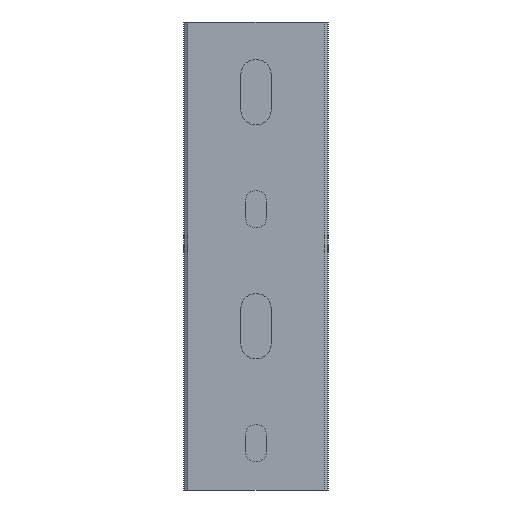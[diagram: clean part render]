
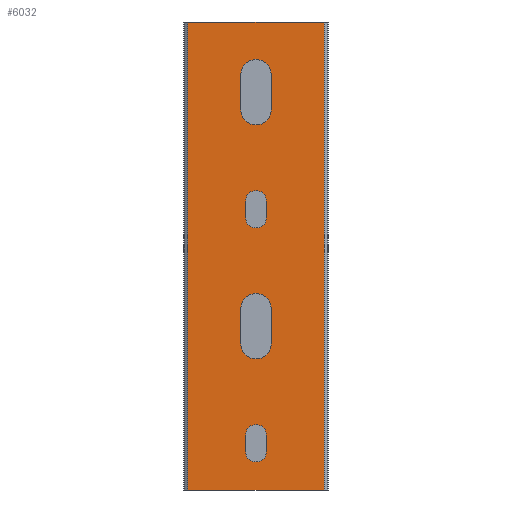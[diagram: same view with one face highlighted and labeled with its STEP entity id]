
A CAD part, front view. The second image highlights one B-rep face of the part: STEP entity #6032.
In plain terms, the highlighted planar face has unit normal (0, -1, 0).
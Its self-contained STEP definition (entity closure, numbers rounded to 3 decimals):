
#228=DIRECTION('',(1.,0.,0.));
#229=VECTOR('',#228,29.1);
#230=CARTESIAN_POINT('',(-14.55,0.,0.));
#231=LINE('21120',#230,#229);
#232=DIRECTION('',(0.,0.,-1.));
#233=VECTOR('',#232,100.);
#234=CARTESIAN_POINT('',(14.55,0.,0.));
#235=LINE('21098',#234,#233);
#236=DIRECTION('',(-1.,0.,0.));
#237=VECTOR('',#236,29.1);
#238=CARTESIAN_POINT('',(14.55,0.,-100.));
#239=LINE('21121',#238,#237);
#240=CARTESIAN_POINT('',(0.,0.,-11.25));
#241=DIRECTION('',(0.,-1.,0.));
#242=DIRECTION('',(1.,0.,0.));
#243=AXIS2_PLACEMENT_3D('',#240,#241,#242);
#245=DIRECTION('',(0.,0.,-1.));
#246=VECTOR('',#245,7.5);
#247=CARTESIAN_POINT('',(-3.25,0.,-11.25));
#248=LINE('6457',#247,#246);
#249=CARTESIAN_POINT('',(0.,0.,-18.75));
#250=DIRECTION('',(0.,-1.,0.));
#251=DIRECTION('',(-1.,0.,0.));
#252=AXIS2_PLACEMENT_3D('',#249,#250,#251);
#254=DIRECTION('',(0.,0.,1.));
#255=VECTOR('',#254,7.5);
#256=CARTESIAN_POINT('',(3.25,0.,-18.75));
#257=LINE('6460',#256,#255);
#258=CARTESIAN_POINT('',(0.,0.,-38.25));
#259=DIRECTION('',(0.,-1.,0.));
#260=DIRECTION('',(1.,0.,0.));
#261=AXIS2_PLACEMENT_3D('',#258,#259,#260);
#263=DIRECTION('',(0.,0.,-1.));
#264=VECTOR('',#263,3.5);
#265=CARTESIAN_POINT('',(-2.25,0.,-38.25));
#266=LINE('6463',#265,#264);
#267=CARTESIAN_POINT('',(0.,0.,-41.75));
#268=DIRECTION('',(0.,-1.,0.));
#269=DIRECTION('',(-1.,0.,0.));
#270=AXIS2_PLACEMENT_3D('',#267,#268,#269);
#272=DIRECTION('',(0.,0.,1.));
#273=VECTOR('',#272,3.5);
#274=CARTESIAN_POINT('',(2.25,0.,-41.75));
#275=LINE('6466',#274,#273);
#276=CARTESIAN_POINT('',(0.,0.,-61.25));
#277=DIRECTION('',(0.,-1.,0.));
#278=DIRECTION('',(1.,0.,0.));
#279=AXIS2_PLACEMENT_3D('',#276,#277,#278);
#281=DIRECTION('',(0.,0.,-1.));
#282=VECTOR('',#281,7.5);
#283=CARTESIAN_POINT('',(-3.25,0.,-61.25));
#284=LINE('6469',#283,#282);
#285=CARTESIAN_POINT('',(0.,0.,-68.75));
#286=DIRECTION('',(0.,-1.,0.));
#287=DIRECTION('',(-1.,0.,0.));
#288=AXIS2_PLACEMENT_3D('',#285,#286,#287);
#290=DIRECTION('',(0.,0.,1.));
#291=VECTOR('',#290,7.5);
#292=CARTESIAN_POINT('',(3.25,0.,-68.75));
#293=LINE('6472',#292,#291);
#294=CARTESIAN_POINT('',(0.,0.,-88.25));
#295=DIRECTION('',(0.,-1.,0.));
#296=DIRECTION('',(1.,0.,0.));
#297=AXIS2_PLACEMENT_3D('',#294,#295,#296);
#299=DIRECTION('',(0.,0.,-1.));
#300=VECTOR('',#299,3.5);
#301=CARTESIAN_POINT('',(-2.25,0.,-88.25));
#302=LINE('6475',#301,#300);
#303=CARTESIAN_POINT('',(0.,0.,-91.75));
#304=DIRECTION('',(0.,-1.,0.));
#305=DIRECTION('',(-1.,0.,0.));
#306=AXIS2_PLACEMENT_3D('',#303,#304,#305);
#308=DIRECTION('',(0.,0.,1.));
#309=VECTOR('',#308,3.5);
#310=CARTESIAN_POINT('',(2.25,0.,-91.75));
#311=LINE('6478',#310,#309);
#316=DIRECTION('',(0.,0.,-1.));
#317=VECTOR('',#316,100.);
#318=CARTESIAN_POINT('',(-14.55,0.,0.));
#319=LINE('20781',#318,#317);
#5238=CARTESIAN_POINT('',(-3.25,0.,-11.25));
#5239=CARTESIAN_POINT('',(-3.25,0.,-18.75));
#5240=VERTEX_POINT('',#5238);
#5241=VERTEX_POINT('',#5239);
#5242=CARTESIAN_POINT('',(3.25,0.,-18.75));
#5243=CARTESIAN_POINT('',(3.25,0.,-11.25));
#5244=VERTEX_POINT('',#5242);
#5245=VERTEX_POINT('',#5243);
#5246=CARTESIAN_POINT('',(-2.25,0.,-38.25));
#5247=CARTESIAN_POINT('',(-2.25,0.,-41.75));
#5248=VERTEX_POINT('',#5246);
#5249=VERTEX_POINT('',#5247);
#5250=CARTESIAN_POINT('',(2.25,0.,-41.75));
#5251=CARTESIAN_POINT('',(2.25,0.,-38.25));
#5252=VERTEX_POINT('',#5250);
#5253=VERTEX_POINT('',#5251);
#5254=CARTESIAN_POINT('',(-3.25,0.,-61.25));
#5255=CARTESIAN_POINT('',(-3.25,0.,-68.75));
#5256=VERTEX_POINT('',#5254);
#5257=VERTEX_POINT('',#5255);
#5258=CARTESIAN_POINT('',(3.25,0.,-68.75));
#5259=CARTESIAN_POINT('',(3.25,0.,-61.25));
#5260=VERTEX_POINT('',#5258);
#5261=VERTEX_POINT('',#5259);
#5262=CARTESIAN_POINT('',(-2.25,0.,-88.25));
#5263=CARTESIAN_POINT('',(-2.25,0.,-91.75));
#5264=VERTEX_POINT('',#5262);
#5265=VERTEX_POINT('',#5263);
#5266=CARTESIAN_POINT('',(2.25,0.,-91.75));
#5267=CARTESIAN_POINT('',(2.25,0.,-88.25));
#5268=VERTEX_POINT('',#5266);
#5269=VERTEX_POINT('',#5267);
#5470=CARTESIAN_POINT('',(-14.55,0.,0.));
#5471=CARTESIAN_POINT('',(-14.55,0.,-100.));
#5472=VERTEX_POINT('',#5470);
#5473=VERTEX_POINT('',#5471);
#5474=CARTESIAN_POINT('',(14.55,0.,0.));
#5475=CARTESIAN_POINT('',(14.55,0.,-100.));
#5476=VERTEX_POINT('',#5474);
#5477=VERTEX_POINT('',#5475);
#5980=CARTESIAN_POINT('',(-11.5,0.,0.));
#5981=DIRECTION('',(0.,-1.,0.));
#5982=DIRECTION('',(1.,0.,0.));
#5983=AXIS2_PLACEMENT_3D('',#5980,#5981,#5982);
#5984=PLANE('6954',#5983);
#5985=ORIENTED_EDGE('21120',*,*,#5805,.T.);
#5986=ORIENTED_EDGE('21098',*,*,#5829,.T.);
#5987=ORIENTED_EDGE('21121',*,*,#5962,.T.);
#5989=ORIENTED_EDGE('20781',*,*,#5988,.F.);
#5990=EDGE_LOOP('6954',(#5985,#5986,#5987,#5989));
#5991=FACE_OUTER_BOUND('6954',#5990,.F.);
#5993=ORIENTED_EDGE('20802',*,*,#5992,.T.);
#5995=ORIENTED_EDGE('6457',*,*,#5994,.T.);
#5997=ORIENTED_EDGE('20803',*,*,#5996,.T.);
#5999=ORIENTED_EDGE('6460',*,*,#5998,.T.);
#6000=EDGE_LOOP('6954',(#5993,#5995,#5997,#5999));
#6001=FACE_BOUND('6954',#6000,.F.);
#6003=ORIENTED_EDGE('20804',*,*,#6002,.T.);
#6005=ORIENTED_EDGE('6463',*,*,#6004,.T.);
#6007=ORIENTED_EDGE('20805',*,*,#6006,.T.);
#6009=ORIENTED_EDGE('6466',*,*,#6008,.T.);
#6010=EDGE_LOOP('6954',(#6003,#6005,#6007,#6009));
#6011=FACE_BOUND('6954',#6010,.F.);
#6013=ORIENTED_EDGE('20806',*,*,#6012,.T.);
#6015=ORIENTED_EDGE('6469',*,*,#6014,.T.);
#6017=ORIENTED_EDGE('20807',*,*,#6016,.T.);
#6019=ORIENTED_EDGE('6472',*,*,#6018,.T.);
#6020=EDGE_LOOP('6954',(#6013,#6015,#6017,#6019));
#6021=FACE_BOUND('6954',#6020,.F.);
#6023=ORIENTED_EDGE('20808',*,*,#6022,.T.);
#6025=ORIENTED_EDGE('6475',*,*,#6024,.T.);
#6027=ORIENTED_EDGE('20809',*,*,#6026,.T.);
#6029=ORIENTED_EDGE('6478',*,*,#6028,.T.);
#6030=EDGE_LOOP('6954',(#6023,#6025,#6027,#6029));
#6031=FACE_BOUND('6954',#6030,.F.);
#6032=ADVANCED_FACE('6954',(#5991,#6001,#6011,#6021,#6031),#5984,.T.);
#244=CIRCLE('20802',#243,3.25);
#253=CIRCLE('20803',#252,3.25);
#262=CIRCLE('20804',#261,2.25);
#271=CIRCLE('20805',#270,2.25);
#280=CIRCLE('20806',#279,3.25);
#289=CIRCLE('20807',#288,3.25);
#298=CIRCLE('20808',#297,2.25);
#307=CIRCLE('20809',#306,2.25);
#5805=EDGE_CURVE('21120',#5472,#5476,#231,.T.);
#5829=EDGE_CURVE('21098',#5476,#5477,#235,.T.);
#5962=EDGE_CURVE('21121',#5477,#5473,#239,.T.);
#5988=EDGE_CURVE('20781',#5472,#5473,#319,.T.);
#5992=EDGE_CURVE('20802',#5245,#5240,#244,.T.);
#5994=EDGE_CURVE('6457',#5240,#5241,#248,.T.);
#5996=EDGE_CURVE('20803',#5241,#5244,#253,.T.);
#5998=EDGE_CURVE('6460',#5244,#5245,#257,.T.);
#6002=EDGE_CURVE('20804',#5253,#5248,#262,.T.);
#6004=EDGE_CURVE('6463',#5248,#5249,#266,.T.);
#6006=EDGE_CURVE('20805',#5249,#5252,#271,.T.);
#6008=EDGE_CURVE('6466',#5252,#5253,#275,.T.);
#6012=EDGE_CURVE('20806',#5261,#5256,#280,.T.);
#6014=EDGE_CURVE('6469',#5256,#5257,#284,.T.);
#6016=EDGE_CURVE('20807',#5257,#5260,#289,.T.);
#6018=EDGE_CURVE('6472',#5260,#5261,#293,.T.);
#6022=EDGE_CURVE('20808',#5269,#5264,#298,.T.);
#6024=EDGE_CURVE('6475',#5264,#5265,#302,.T.);
#6026=EDGE_CURVE('20809',#5265,#5268,#307,.T.);
#6028=EDGE_CURVE('6478',#5268,#5269,#311,.T.);
